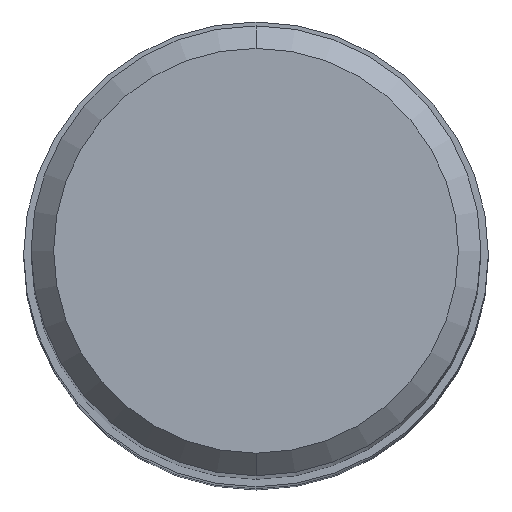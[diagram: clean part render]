
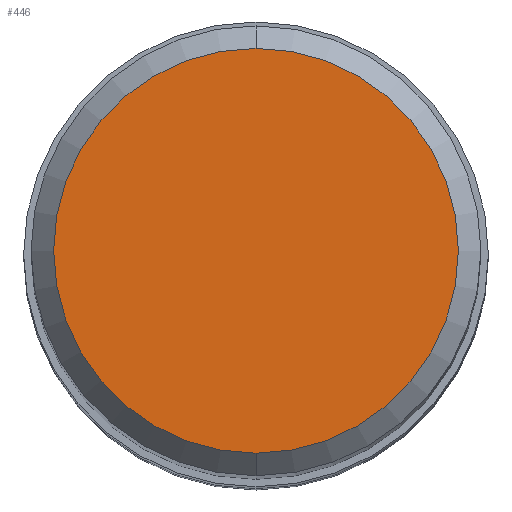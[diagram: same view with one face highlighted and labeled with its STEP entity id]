
A CAD part, top view. The second image highlights one B-rep face of the part: STEP entity #446.
In plain terms, the highlighted planar face has unit normal (0, 0, 1).
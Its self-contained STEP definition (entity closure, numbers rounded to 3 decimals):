
#178=EDGE_CURVE('',#258,#352,#480,.T.);
#258=VERTEX_POINT('',#571);
#308=EDGE_CURVE('',#352,#258,#629,.T.);
#352=VERTEX_POINT('',#676);
#446=ADVANCED_FACE('',(#776),#777,.T.);
#480=CIRCLE('',#806,5.4);
#571=CARTESIAN_POINT('',(0.0,5.4,0.0));
#629=CIRCLE('',#1088,5.4);
#676=CARTESIAN_POINT('',(0.,-5.4,0.0));
#776=FACE_OUTER_BOUND('',#1469,.T.);
#777=PLANE('',#1470);
#806=AXIS2_PLACEMENT_3D('',#1491,#1492,#1493);
#1088=AXIS2_PLACEMENT_3D('',#1698,#1699,#1700);
#1469=EDGE_LOOP('',(#1822,#1823));
#1470=AXIS2_PLACEMENT_3D('',#1824,#1825,#1826);
#1491=CARTESIAN_POINT('',(0.0,0.0,0.0));
#1492=DIRECTION('',(0.0,0.0,-1.0));
#1493=DIRECTION('',(0.0,1.0,0.0));
#1698=CARTESIAN_POINT('',(0.0,0.0,0.0));
#1699=DIRECTION('',(0.0,0.0,-1.0));
#1700=DIRECTION('',(0.0,1.0,0.0));
#1822=ORIENTED_EDGE('',*,*,#178,.F.);
#1823=ORIENTED_EDGE('',*,*,#308,.F.);
#1824=CARTESIAN_POINT('',(0.0,2.7,0.0));
#1825=DIRECTION('',(-0.0,0.0,1.0));
#1826=DIRECTION('',(0.0,-1.0,0.0));
